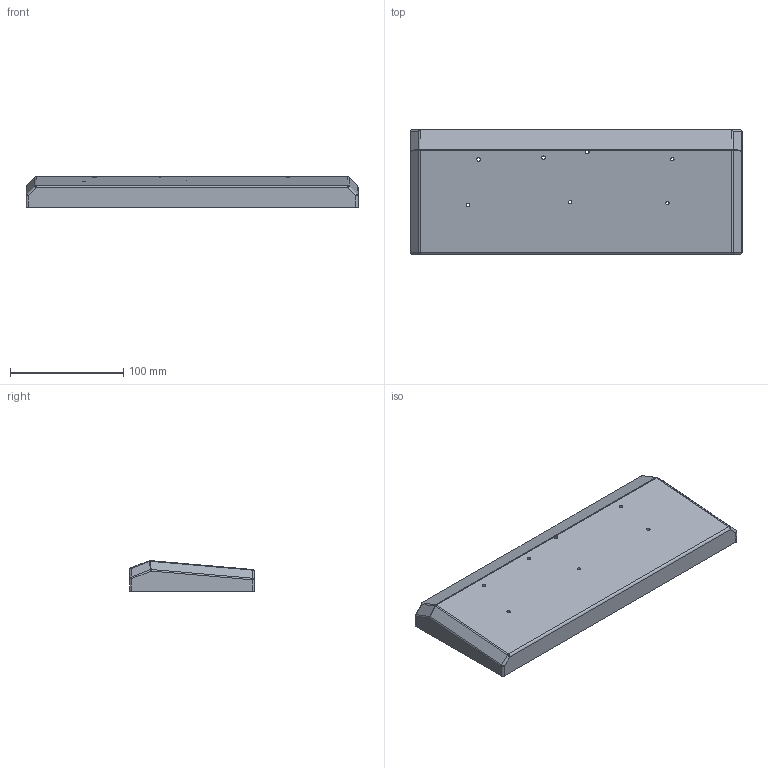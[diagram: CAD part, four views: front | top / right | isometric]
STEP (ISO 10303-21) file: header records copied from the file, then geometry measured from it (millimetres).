
FILE_DESCRIPTION(/* description */ (''),/* implementation_level */ '2;1');
FILE_NAME(/* name */ 'Case_Fab.step',/* time_stamp */ '2022-11-19T18:24:58-05:00',/* author */ (''),/* organization */ (''),/* preprocessor_version */ 'ST-DEVELOPER v19.2',/* originating_system */ 'Autodesk Translation Framework v11.17.0.187',/* authorisation */ '');
FILE_SCHEMA (('AUTOMOTIVE_DESIGN { 1 0 10303 214 3 1 1 }'));
Length unit declared in the file: millimetre
Products named in the file (2): modelV2; Case_Shell
Assembly tree (1 placements, depth 2):
  modelV2
    Case_Shell
Bounding box: 293.75 x 110.44 x 27.16 mm (x, y, z)
Volume: 150583.9 mm3; surface area: 128864 mm2
Topology: 1 solids, 1 shells, 503 faces, 1339 edges, 875 vertices
Faces by surface type: plane 392, cylinder 67, bspline 22, torus 12, sphere 10
Full cylindrical faces by diameter (mm): 3 x5, 3.2 x7, 4.8 x7, 7 x7
Entity records: 16243 total; most frequent: CARTESIAN_POINT 3505, ORIENTED_EDGE 2678, DIRECTION 2517, EDGE_CURVE 1339, LINE 1121, VECTOR 1121, VERTEX_POINT 875, AXIS2_PLACEMENT_3D 698
